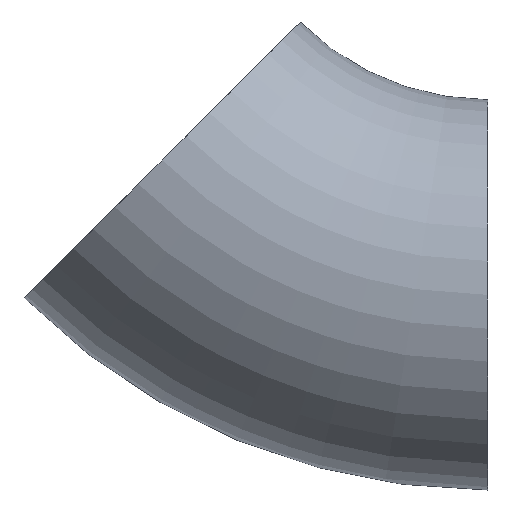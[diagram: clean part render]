
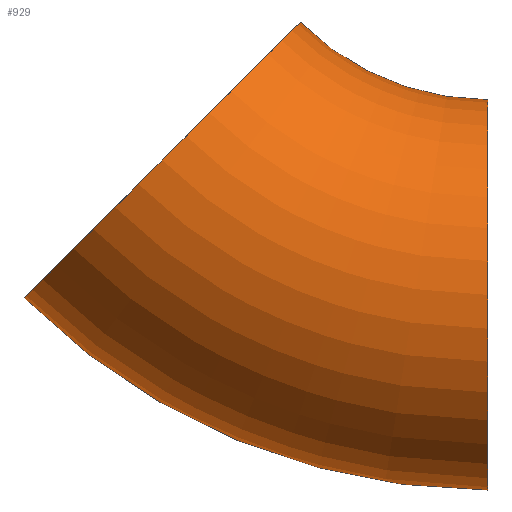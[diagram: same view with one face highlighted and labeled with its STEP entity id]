
A CAD part, left-side view. The second image highlights one B-rep face of the part: STEP entity #929.
In plain terms, the highlighted toroidal (fillet/blend) face has major radius 57 mm and minor radius 24.15 mm.
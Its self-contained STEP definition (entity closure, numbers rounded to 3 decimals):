
#138 = EDGE_LOOP ( 'NONE', ( #6178, #11549, #1601, #1531 ) ) ;
#891 = EDGE_CURVE ( 'NONE', #9526, #7605, #11240, .T. ) ;
#929 = ADVANCED_FACE ( 'NONE', ( #8436 ), #8142, .T. ) ;
#942 = DIRECTION ( 'NONE',  ( -1., 0., 0. ) ) ;
#1024 = VERTEX_POINT ( 'NONE', #9291 ) ;
#1531 = ORIENTED_EDGE ( 'NONE', *, *, #3492, .F. ) ;
#1533 = CARTESIAN_POINT ( 'NONE',  ( 0., 0., -57. ) ) ;
#1601 = ORIENTED_EDGE ( 'NONE', *, *, #2026, .T. ) ;
#1745 = CARTESIAN_POINT ( 'NONE',  ( 0., 0., 0. ) ) ;
#1749 = CARTESIAN_POINT ( 'NONE',  ( 0., 0., -32.85 ) ) ;
#1816 = DIRECTION ( 'NONE',  ( -1., 0., 0. ) ) ;
#2026 = EDGE_CURVE ( 'NONE', #7605, #11105, #5367, .T. ) ;
#2042 = CARTESIAN_POINT ( 'NONE',  ( 0., 0., 0. ) ) ;
#2328 = AXIS2_PLACEMENT_3D ( 'NONE', #10576, #942, #9634 ) ;
#2704 = DIRECTION ( 'NONE',  ( 0., 0., 1. ) ) ;
#2825 = EDGE_CURVE ( 'NONE', #9526, #1024, #4943, .T. ) ;
#3492 = EDGE_CURVE ( 'NONE', #1024, #11105, #6030, .T. ) ;
#4943 = CIRCLE ( 'NONE', #6432, 24.15 ) ;
#5117 = DIRECTION ( 'NONE',  ( 0., 1., 0. ) ) ;
#5367 = CIRCLE ( 'NONE', #9445, 24.15 ) ;
#5892 = CARTESIAN_POINT ( 'NONE',  ( 0., 0., -81.15 ) ) ;
#6026 = DIRECTION ( 'NONE',  ( 0., 0., 1. ) ) ;
#6030 = CIRCLE ( 'NONE', #8634, 32.85 ) ;
#6178 = ORIENTED_EDGE ( 'NONE', *, *, #2825, .F. ) ;
#6432 = AXIS2_PLACEMENT_3D ( 'NONE', #7862, #8617, #8771 ) ;
#7286 = DIRECTION ( 'NONE',  ( -1., 0., 0. ) ) ;
#7605 = VERTEX_POINT ( 'NONE', #5892 ) ;
#7862 = CARTESIAN_POINT ( 'NONE',  ( 0., 40.305, -40.305 ) ) ;
#8078 = AXIS2_PLACEMENT_3D ( 'NONE', #2042, #7286, #10884 ) ;
#8142 = TOROIDAL_SURFACE ( 'NONE', #8078, 57., 24.15 ) ;
#8436 = FACE_OUTER_BOUND ( 'NONE', #138, .T. ) ;
#8617 = DIRECTION ( 'NONE',  ( 0., 0.707, 0.707 ) ) ;
#8634 = AXIS2_PLACEMENT_3D ( 'NONE', #1745, #1816, #2704 ) ;
#8771 = DIRECTION ( 'NONE',  ( 0., -0.707, 0.707 ) ) ;
#9291 = CARTESIAN_POINT ( 'NONE',  ( 0., 23.228, -23.228 ) ) ;
#9445 = AXIS2_PLACEMENT_3D ( 'NONE', #1533, #5117, #6026 ) ;
#9526 = VERTEX_POINT ( 'NONE', #11326 ) ;
#9634 = DIRECTION ( 'NONE',  ( 0., 0., 1. ) ) ;
#10576 = CARTESIAN_POINT ( 'NONE',  ( 0., 0., 0. ) ) ;
#10884 = DIRECTION ( 'NONE',  ( 0., 0., 1. ) ) ;
#11105 = VERTEX_POINT ( 'NONE', #1749 ) ;
#11240 = CIRCLE ( 'NONE', #2328, 81.15 ) ;
#11326 = CARTESIAN_POINT ( 'NONE',  ( 0., 57.382, -57.382 ) ) ;
#11549 = ORIENTED_EDGE ( 'NONE', *, *, #891, .T. ) ;
